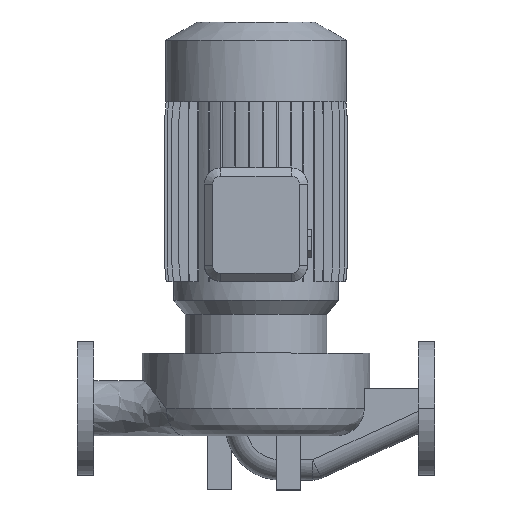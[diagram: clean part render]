
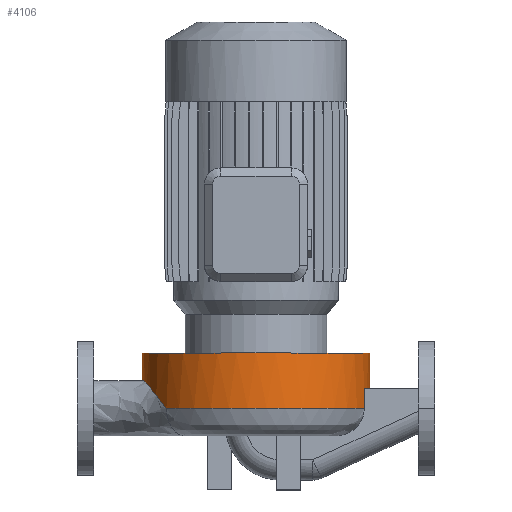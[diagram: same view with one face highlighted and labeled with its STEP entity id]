
A CAD part, top view. The second image highlights one B-rep face of the part: STEP entity #4106.
In plain terms, the highlighted cylindrical face has radius 140 mm (diameter 280 mm), a partial arc.
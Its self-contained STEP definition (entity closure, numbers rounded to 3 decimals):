
#36 = CARTESIAN_POINT ( 'NONE',  ( -111.941, 1.722, 84.083 ) ) ;
#152 = CARTESIAN_POINT ( 'NONE',  ( -135.359, 31.461, 35.758 ) ) ;
#345 = ORIENTED_EDGE ( 'NONE', *, *, #7409, .T. ) ;
#346 = B_SPLINE_CURVE_WITH_KNOTS ( 'NONE', 3,
 ( #4134, #10855, #8945, #10916, #36, #8046, #4013, #5095, #2151, #5943, #9958, #2036, #3903, #6060, #4074, #9004, #4971, #9844, #9783, #11931, #6917, #3169, #152, #11869, #7096, #1000, #7986, #1973, #4915, #1116, #3112 ),
 .UNSPECIFIED., .F., .F.,
 ( 4, 2, 1, 2, 2, 2, 2, 2, 2, 2, 2, 2, 2, 2, 2, 4 ),
 ( 0., 0.001, 0.003, 0.005, 0.01, 0.02, 0.031, 0.036, 0.041, 0.051, 0.061, 0.064, 0.067, 0.072, 0.077, 0.082 ),
 .UNSPECIFIED. ) ;
#1000 = CARTESIAN_POINT ( 'NONE',  ( -136.554, 32.694, 30.915 ) ) ;
#1061 = AXIS2_PLACEMENT_3D ( 'NONE', #11466, #8532, #4748 ) ;
#1116 = CARTESIAN_POINT ( 'NONE',  ( -138.439, 33.948, 20.92 ) ) ;
#1237 = DIRECTION ( 'NONE',  ( 0., 1., 0. ) ) ;
#1362 = EDGE_CURVE ( 'NONE', #10297, #2547, #12353, .T. ) ;
#1557 = VECTOR ( 'NONE', #4395, 1000. ) ;
#1786 = AXIS2_PLACEMENT_3D ( 'NONE', #10353, #6204, #12020 ) ;
#1973 = CARTESIAN_POINT ( 'NONE',  ( -137.58, 33.536, 25.972 ) ) ;
#2036 = CARTESIAN_POINT ( 'NONE',  ( -122.887, 15.361, 67.137 ) ) ;
#2151 = CARTESIAN_POINT ( 'NONE',  ( -117.012, 7.824, 76.916 ) ) ;
#2547 = VERTEX_POINT ( 'NONE', #6987 ) ;
#3112 = CARTESIAN_POINT ( 'NONE',  ( -138.676, 33.948, 19.206 ) ) ;
#3169 = CARTESIAN_POINT ( 'NONE',  ( -134.928, 30.979, 37.353 ) ) ;
#3361 = CYLINDRICAL_SURFACE ( 'NONE', #3924, 140. ) ;
#3368 = CARTESIAN_POINT ( 'NONE',  ( 133.393, 0., 42.5 ) ) ;
#3495 = B_SPLINE_CURVE_WITH_KNOTS ( 'NONE', 3,
 ( #7510, #3528, #3785, #11404, #6746, #8650, #5771, #9424, #7444, #11587 ),
 .UNSPECIFIED., .F., .F.,
 ( 4, 2, 2, 2, 4 ),
 ( 0.082, 0.092, 0.094, 0.097, 0.102 ),
 .UNSPECIFIED. ) ;
#3528 = CARTESIAN_POINT ( 'NONE',  ( -139.135, 33.948, 15.893 ) ) ;
#3599 = CARTESIAN_POINT ( 'NONE',  ( -140., 0., 0. ) ) ;
#3785 = CARTESIAN_POINT ( 'NONE',  ( -139.469, 33.624, 12.609 ) ) ;
#3792 = DIRECTION ( 'NONE',  ( 0., 1., 0. ) ) ;
#3806 = VECTOR ( 'NONE', #1237, 1000. ) ;
#3886 = EDGE_CURVE ( 'NONE', #7982, #10297, #3495, .T. ) ;
#3903 = CARTESIAN_POINT ( 'NONE',  ( -124.912, 18.038, 63.238 ) ) ;
#3924 = AXIS2_PLACEMENT_3D ( 'NONE', #5476, #4389, #12260 ) ;
#4013 = CARTESIAN_POINT ( 'NONE',  ( -113.812, 3.93, 81.54 ) ) ;
#4074 = CARTESIAN_POINT ( 'NONE',  ( -126.856, 20.622, 59.244 ) ) ;
#4106 = ADVANCED_FACE ( 'NONE', ( #7352 ), #3361, .T. ) ;
#4134 = CARTESIAN_POINT ( 'NONE',  ( -110.447, 0., 86.031 ) ) ;
#4389 = DIRECTION ( 'NONE',  ( 0., 1., 0. ) ) ;
#4395 = DIRECTION ( 'NONE',  ( 0., -1., 0. ) ) ;
#4469 = ORIENTED_EDGE ( 'NONE', *, *, #7167, .F. ) ;
#4748 = DIRECTION ( 'NONE',  ( -1., 0., 0. ) ) ;
#4915 = CARTESIAN_POINT ( 'NONE',  ( -138.171, 33.86, 22.618 ) ) ;
#4971 = CARTESIAN_POINT ( 'NONE',  ( -129.299, 23.874, 53.766 ) ) ;
#5045 = CIRCLE ( 'NONE', #1786, 140. ) ;
#5095 = CARTESIAN_POINT ( 'NONE',  ( -114.624, 4.907, 80.395 ) ) ;
#5476 = CARTESIAN_POINT ( 'NONE',  ( 0., 0., 0. ) ) ;
#5549 = CARTESIAN_POINT ( 'NONE',  ( 0., 25., 0. ) ) ;
#5771 = CARTESIAN_POINT ( 'NONE',  ( -139.9, 31.81, 5.343 ) ) ;
#5941 = LINE ( 'NONE', #7144, #3806 ) ;
#5943 = CARTESIAN_POINT ( 'NONE',  ( -118.54, 9.747, 74.541 ) ) ;
#6060 = CARTESIAN_POINT ( 'NONE',  ( -125.572, 18.915, 61.918 ) ) ;
#6129 = ORIENTED_EDGE ( 'NONE', *, *, #8189, .F. ) ;
#6204 = DIRECTION ( 'NONE',  ( 0., 1., 0. ) ) ;
#6746 = CARTESIAN_POINT ( 'NONE',  ( -139.788, 32.523, 7.742 ) ) ;
#6917 = CARTESIAN_POINT ( 'NONE',  ( -134.705, 30.724, 38.148 ) ) ;
#6987 = CARTESIAN_POINT ( 'NONE',  ( -140., 68., 0. ) ) ;
#7096 = CARTESIAN_POINT ( 'NONE',  ( -136.176, 32.327, 32.541 ) ) ;
#7118 = CARTESIAN_POINT ( 'NONE',  ( -110.447, 0., 86.031 ) ) ;
#7130 = ORIENTED_EDGE ( 'NONE', *, *, #10282, .T. ) ;
#7144 = CARTESIAN_POINT ( 'NONE',  ( 140., 0., 0. ) ) ;
#7167 = EDGE_CURVE ( 'NONE', #10253, #12650, #8191, .T. ) ;
#7348 = EDGE_CURVE ( 'NONE', #10253, #7359, #9532, .T. ) ;
#7352 = FACE_OUTER_BOUND ( 'NONE', #8602, .T. ) ;
#7359 = VERTEX_POINT ( 'NONE', #10470 ) ;
#7409 = EDGE_CURVE ( 'NONE', #7359, #9354, #5941, .T. ) ;
#7444 = CARTESIAN_POINT ( 'NONE',  ( -140., 30.319, 1.476 ) ) ;
#7510 = CARTESIAN_POINT ( 'NONE',  ( -138.676, 33.948, 19.206 ) ) ;
#7555 = ORIENTED_EDGE ( 'NONE', *, *, #3886, .F. ) ;
#7651 = VECTOR ( 'NONE', #3792, 1000. ) ;
#7982 = VERTEX_POINT ( 'NONE', #10431 ) ;
#7986 = CARTESIAN_POINT ( 'NONE',  ( -137.257, 33.299, 27.631 ) ) ;
#8046 = CARTESIAN_POINT ( 'NONE',  ( -112.569, 2.459, 83.239 ) ) ;
#8189 = EDGE_CURVE ( 'NONE', #2547, #9354, #5045, .T. ) ;
#8191 = LINE ( 'NONE', #3368, #1557 ) ;
#8197 = ORIENTED_EDGE ( 'NONE', *, *, #8411, .F. ) ;
#8411 = EDGE_CURVE ( 'NONE', #9226, #7982, #346, .T. ) ;
#8532 = DIRECTION ( 'NONE',  ( 0., 1., 0. ) ) ;
#8602 = EDGE_LOOP ( 'NONE', ( #10111, #345, #6129, #11262, #7555, #8197, #7130, #4469 ) ) ;
#8650 = CARTESIAN_POINT ( 'NONE',  ( -139.868, 32.064, 6.135 ) ) ;
#8945 = CARTESIAN_POINT ( 'NONE',  ( -110.877, 0.492, 85.477 ) ) ;
#9004 = CARTESIAN_POINT ( 'NONE',  ( -127.48, 21.454, 57.889 ) ) ;
#9226 = VERTEX_POINT ( 'NONE', #7118 ) ;
#9354 = VERTEX_POINT ( 'NONE', #12272 ) ;
#9424 = CARTESIAN_POINT ( 'NONE',  ( -139.977, 30.974, 2.997 ) ) ;
#9463 = DIRECTION ( 'NONE',  ( 1., 0., 0. ) ) ;
#9523 = DIRECTION ( 'NONE',  ( 0., 1., 0. ) ) ;
#9532 = CIRCLE ( 'NONE', #11362, 140. ) ;
#9665 = CARTESIAN_POINT ( 'NONE',  ( 133.393, 0., 42.5 ) ) ;
#9783 = CARTESIAN_POINT ( 'NONE',  ( -132.575, 28.146, 45.093 ) ) ;
#9844 = CARTESIAN_POINT ( 'NONE',  ( -130.441, 25.387, 50.939 ) ) ;
#9958 = CARTESIAN_POINT ( 'NONE',  ( -121.478, 13.516, 69.651 ) ) ;
#10111 = ORIENTED_EDGE ( 'NONE', *, *, #7348, .T. ) ;
#10253 = VERTEX_POINT ( 'NONE', #11591 ) ;
#10282 = EDGE_CURVE ( 'NONE', #9226, #12650, #10476, .T. ) ;
#10297 = VERTEX_POINT ( 'NONE', #12609 ) ;
#10353 = CARTESIAN_POINT ( 'NONE',  ( 0., 68., 0. ) ) ;
#10431 = CARTESIAN_POINT ( 'NONE',  ( -138.676, 33.948, 19.206 ) ) ;
#10470 = CARTESIAN_POINT ( 'NONE',  ( 140., 25., 0. ) ) ;
#10476 = CIRCLE ( 'NONE', #1061, 140. ) ;
#10855 = CARTESIAN_POINT ( 'NONE',  ( -110.662, 0.245, 85.756 ) ) ;
#10916 = CARTESIAN_POINT ( 'NONE',  ( -111.304, 0.984, 84.92 ) ) ;
#11262 = ORIENTED_EDGE ( 'NONE', *, *, #1362, .F. ) ;
#11362 = AXIS2_PLACEMENT_3D ( 'NONE', #5549, #9523, #9463 ) ;
#11404 = CARTESIAN_POINT ( 'NONE',  ( -139.741, 32.728, 8.553 ) ) ;
#11466 = CARTESIAN_POINT ( 'NONE',  ( 0., 0., 0. ) ) ;
#11587 = CARTESIAN_POINT ( 'NONE',  ( -140., 29.56, 0. ) ) ;
#11591 = CARTESIAN_POINT ( 'NONE',  ( 133.393, 25., 42.5 ) ) ;
#11869 = CARTESIAN_POINT ( 'NONE',  ( -135.568, 31.689, 34.956 ) ) ;
#11931 = CARTESIAN_POINT ( 'NONE',  ( -133.568, 29.393, 42.075 ) ) ;
#12020 = DIRECTION ( 'NONE',  ( -1., 0., 0. ) ) ;
#12260 = DIRECTION ( 'NONE',  ( -1., 0., 0. ) ) ;
#12272 = CARTESIAN_POINT ( 'NONE',  ( 140., 68., 0. ) ) ;
#12353 = LINE ( 'NONE', #3599, #7651 ) ;
#12609 = CARTESIAN_POINT ( 'NONE',  ( -140., 29.56, 0. ) ) ;
#12650 = VERTEX_POINT ( 'NONE', #9665 ) ;
